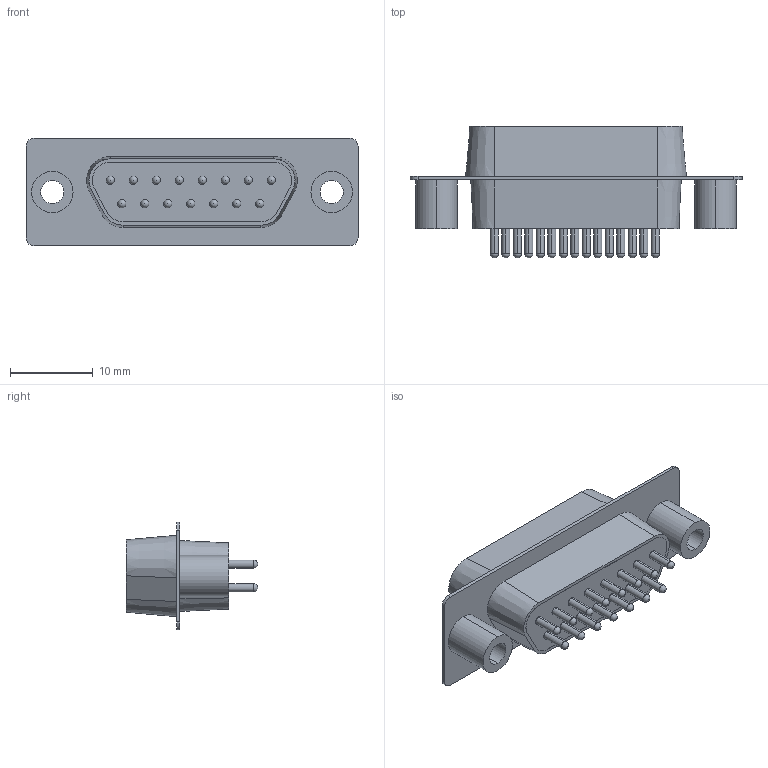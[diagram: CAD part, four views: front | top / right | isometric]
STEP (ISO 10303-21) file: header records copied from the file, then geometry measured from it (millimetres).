
FILE_DESCRIPTION (( 'STEP AP214' ), '1' );
FILE_NAME ('AFB5958F-B835-4207-A652-0E16938CC674.STEP', '2008-08-04T13:34:21', ( 'sysAdmin' ), ( 'SolidWorks' ), 'SwSTEP 2.0', 'SolidWorks 2008', '' );
FILE_SCHEMA (( 'AUTOMOTIVE_DESIGN' ));
Length unit declared in the file: millimetre
Products named in the file (1): AFB5958F-B835-4207-A652-0E16938CC674
Bounding box: 40 x 15.86 x 13 mm (x, y, z)
Volume: 1851.1 mm3; surface area: 2752 mm2
Topology: 1 solids, 1 shells, 146 faces, 414 edges, 276 vertices
Faces by surface type: cylinder 76, sphere 30, plane 28, cone 12
Entity records: 5255 total; most frequent: DIRECTION 794, CARTESIAN_POINT 687, ORIENTED_EDGE 648, EDGE_CURVE 324, AXIS2_PLACEMENT_3D 323, VERTEX_POINT 216, EDGE_LOOP 186, CIRCLE 176
